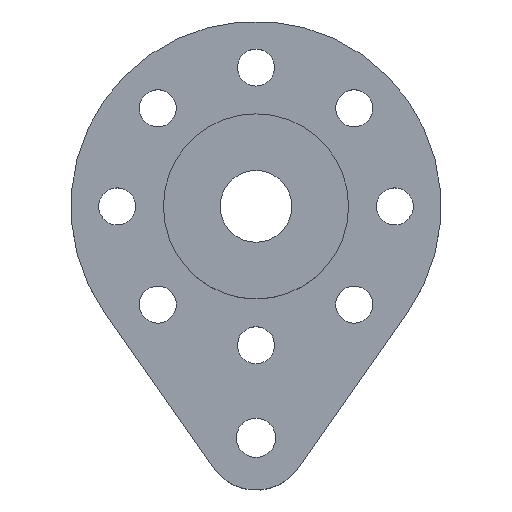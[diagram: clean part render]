
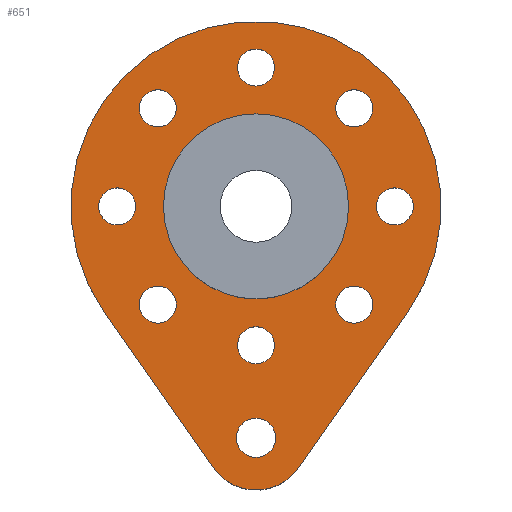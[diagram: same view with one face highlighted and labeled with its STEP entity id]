
A CAD part, top view. The second image highlights one B-rep face of the part: STEP entity #651.
In plain terms, the highlighted planar face has unit normal (0, 0, 1).
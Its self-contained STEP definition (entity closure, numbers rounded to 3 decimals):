
#56=CARTESIAN_POINT('',(-4.,0.,20.0));
#57=VERTEX_POINT('',#56);
#58=CARTESIAN_POINT('',(0.,0.,20.0));
#59=DIRECTION('',(0.,0.,-1.0));
#60=DIRECTION('',(-1.0,0.,0.0));
#61=AXIS2_PLACEMENT_3D('',#58,#59,#60);
#62=CIRCLE('',#61,4.0);
#63=EDGE_CURVE('',#57,#57,#62,.T.);
#141=CARTESIAN_POINT('',(-6.551,-4.592,20.0));
#142=VERTEX_POINT('',#141);
#143=CARTESIAN_POINT('',(6.551,-4.592,20.0));
#144=VERTEX_POINT('',#143);
#145=CARTESIAN_POINT('',(0.,0.,20.0));
#146=DIRECTION('',(0.,0.,-1.0));
#147=DIRECTION('',(-0.819,-0.574,0.));
#148=AXIS2_PLACEMENT_3D('',#145,#146,#147);
#149=CIRCLE('',#148,8.0);
#150=EDGE_CURVE('',#142,#144,#149,.T.);
#183=CARTESIAN_POINT('',(1.85,-11.297,20.0));
#184=VERTEX_POINT('',#183);
#185=CARTESIAN_POINT('',(6.551,-4.592,20.0));
#186=DIRECTION('',(-0.574,-0.819,0.0));
#187=VECTOR('',#186,1.);
#188=LINE('',#185,#187);
#189=EDGE_CURVE('',#144,#184,#188,.T.);
#214=CARTESIAN_POINT('',(-1.851,-11.297,20.0));
#215=VERTEX_POINT('',#214);
#216=CARTESIAN_POINT('',(0.,-10.,20.0));
#217=DIRECTION('',(0.0,0.0,-1.0));
#218=DIRECTION('',(0.819,-0.574,0.0));
#219=AXIS2_PLACEMENT_3D('',#216,#217,#218);
#220=CIRCLE('',#219,2.26);
#221=EDGE_CURVE('',#184,#215,#220,.T.);
#247=CARTESIAN_POINT('',(-1.851,-11.297,20.0));
#248=DIRECTION('',(-0.574,0.819,0.0));
#249=VECTOR('',#248,1.);
#250=LINE('',#247,#249);
#251=EDGE_CURVE('',#215,#142,#250,.T.);
#438=CARTESIAN_POINT('',(0.85,-10.,20.0));
#439=VERTEX_POINT('',#438);
#440=CARTESIAN_POINT('',(0.,-10.,20.0));
#441=DIRECTION('',(0.0,0.0,-1.0));
#442=DIRECTION('',(1.0,0.,0.0));
#443=AXIS2_PLACEMENT_3D('',#440,#441,#442);
#444=CIRCLE('',#443,0.85);
#445=EDGE_CURVE('',#439,#439,#444,.T.);
#458=CARTESIAN_POINT('',(-0.8,-6.,20.0));
#459=VERTEX_POINT('',#458);
#460=CARTESIAN_POINT('',(0.,-6.,20.));
#461=DIRECTION('',(0.,0.,-1.0));
#462=DIRECTION('',(-1.0,0.,0.));
#463=AXIS2_PLACEMENT_3D('',#460,#461,#462);
#464=CIRCLE('',#463,0.8);
#465=EDGE_CURVE('',#459,#459,#464,.T.);
#478=CARTESIAN_POINT('',(-4.808,-3.677,20.0));
#479=VERTEX_POINT('',#478);
#480=CARTESIAN_POINT('',(-4.243,-4.243,20.));
#481=DIRECTION('',(0.0,0.0,-1.));
#482=DIRECTION('',(-0.707,0.707,0.0));
#483=AXIS2_PLACEMENT_3D('',#480,#481,#482);
#484=CIRCLE('',#483,0.8);
#485=EDGE_CURVE('',#479,#479,#484,.T.);
#498=CARTESIAN_POINT('',(-6.,0.8,20.0));
#499=VERTEX_POINT('',#498);
#500=CARTESIAN_POINT('',(-6.,0.,20.0));
#501=DIRECTION('',(0.0,0.0,-1.0));
#502=DIRECTION('',(0.0,1.0,0.0));
#503=AXIS2_PLACEMENT_3D('',#500,#501,#502);
#504=CIRCLE('',#503,0.8);
#505=EDGE_CURVE('',#499,#499,#504,.T.);
#518=CARTESIAN_POINT('',(-3.677,4.808,20.0));
#519=VERTEX_POINT('',#518);
#520=CARTESIAN_POINT('',(-4.243,4.243,20.));
#521=DIRECTION('',(0.0,0.0,-1.0));
#522=DIRECTION('',(0.707,0.707,0.0));
#523=AXIS2_PLACEMENT_3D('',#520,#521,#522);
#524=CIRCLE('',#523,0.8);
#525=EDGE_CURVE('',#519,#519,#524,.T.);
#538=CARTESIAN_POINT('',(0.8,6.,20.0));
#539=VERTEX_POINT('',#538);
#540=CARTESIAN_POINT('',(0.,6.,20.0));
#541=DIRECTION('',(0.0,0.0,-1.0));
#542=DIRECTION('',(1.0,0.,0.0));
#543=AXIS2_PLACEMENT_3D('',#540,#541,#542);
#544=CIRCLE('',#543,0.8);
#545=EDGE_CURVE('',#539,#539,#544,.T.);
#558=CARTESIAN_POINT('',(4.808,3.677,20.0));
#559=VERTEX_POINT('',#558);
#560=CARTESIAN_POINT('',(4.242,4.243,20.));
#561=DIRECTION('',(0.,0.,-1.));
#562=DIRECTION('',(0.707,-0.707,0.));
#563=AXIS2_PLACEMENT_3D('',#560,#561,#562);
#564=CIRCLE('',#563,0.8);
#565=EDGE_CURVE('',#559,#559,#564,.T.);
#578=CARTESIAN_POINT('',(6.,-0.8,20.0));
#579=VERTEX_POINT('',#578);
#580=CARTESIAN_POINT('',(6.,0.,20.));
#581=DIRECTION('',(0.0,0.0,-1.0));
#582=DIRECTION('',(0.,-1.0,0.0));
#583=AXIS2_PLACEMENT_3D('',#580,#581,#582);
#584=CIRCLE('',#583,0.8);
#585=EDGE_CURVE('',#579,#579,#584,.T.);
#598=CARTESIAN_POINT('',(3.677,-4.808,20.0));
#599=VERTEX_POINT('',#598);
#600=CARTESIAN_POINT('',(4.242,-4.243,20.));
#601=DIRECTION('',(0.,0.,-1.0));
#602=DIRECTION('',(-0.707,-0.707,0.));
#603=AXIS2_PLACEMENT_3D('',#600,#601,#602);
#604=CIRCLE('',#603,0.8);
#605=EDGE_CURVE('',#599,#599,#604,.T.);
#610=CARTESIAN_POINT('',(-8.8,-13.273,20.0));
#611=DIRECTION('',(0.0,0.0,1.0));
#612=DIRECTION('',(1.0,0.0,0.0));
#613=AXIS2_PLACEMENT_3D('',#610,#611,#612);
#614=PLANE('',#613);
#615=ORIENTED_EDGE('',*,*,#251,.F.);
#616=ORIENTED_EDGE('',*,*,#221,.F.);
#617=ORIENTED_EDGE('',*,*,#189,.F.);
#618=ORIENTED_EDGE('',*,*,#150,.F.);
#619=EDGE_LOOP('',(#615,#616,#617,#618));
#620=FACE_OUTER_BOUND('',#619,.T.);
#621=ORIENTED_EDGE('',*,*,#445,.T.);
#622=EDGE_LOOP('',(#621));
#623=FACE_BOUND('',#622,.T.);
#624=ORIENTED_EDGE('',*,*,#465,.T.);
#625=EDGE_LOOP('',(#624));
#626=FACE_BOUND('',#625,.T.);
#627=ORIENTED_EDGE('',*,*,#485,.T.);
#628=EDGE_LOOP('',(#627));
#629=FACE_BOUND('',#628,.T.);
#630=ORIENTED_EDGE('',*,*,#505,.T.);
#631=EDGE_LOOP('',(#630));
#632=FACE_BOUND('',#631,.T.);
#633=ORIENTED_EDGE('',*,*,#525,.T.);
#634=EDGE_LOOP('',(#633));
#635=FACE_BOUND('',#634,.T.);
#636=ORIENTED_EDGE('',*,*,#545,.T.);
#637=EDGE_LOOP('',(#636));
#638=FACE_BOUND('',#637,.T.);
#639=ORIENTED_EDGE('',*,*,#565,.T.);
#640=EDGE_LOOP('',(#639));
#641=FACE_BOUND('',#640,.T.);
#642=ORIENTED_EDGE('',*,*,#585,.T.);
#643=EDGE_LOOP('',(#642));
#644=FACE_BOUND('',#643,.T.);
#645=ORIENTED_EDGE('',*,*,#605,.T.);
#646=EDGE_LOOP('',(#645));
#647=FACE_BOUND('',#646,.T.);
#648=ORIENTED_EDGE('',*,*,#63,.T.);
#649=EDGE_LOOP('',(#648));
#650=FACE_BOUND('',#649,.T.);
#651=ADVANCED_FACE('',(#620,#623,#626,#629,#632,#635,#638,#641,#644,#647,#650),#614,.T.);
